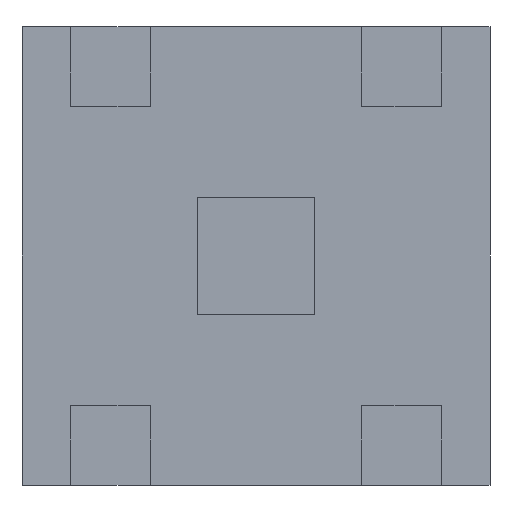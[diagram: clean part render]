
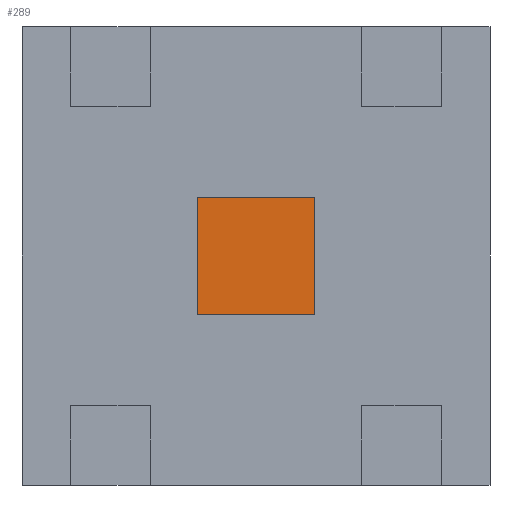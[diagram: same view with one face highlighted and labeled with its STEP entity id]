
A CAD part, front view. The second image highlights one B-rep face of the part: STEP entity #289.
In plain terms, the highlighted planar face has unit normal (0, -1, 0).
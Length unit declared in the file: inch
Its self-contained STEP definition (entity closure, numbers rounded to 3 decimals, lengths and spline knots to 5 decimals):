
#5 = ORIENTED_EDGE ( 'NONE', *, *, #1005, .F. ) ;
#56 = VECTOR ( 'NONE', #88, 39.37008 ) ;
#88 = DIRECTION ( 'NONE',  ( 1., 0., 0. ) ) ;
#199 = CARTESIAN_POINT ( 'NONE',  ( -0.0125, 0., 0.0125 ) ) ;
#236 = VERTEX_POINT ( 'NONE', #1349 ) ;
#253 = ORIENTED_EDGE ( 'NONE', *, *, #610, .T. ) ;
#287 = LINE ( 'NONE', #199, #545 ) ;
#289 = ADVANCED_FACE ( 'NONE', ( #672 ), #1402, .F. ) ;
#335 = EDGE_CURVE ( 'NONE', #960, #1373, #1281, .T. ) ;
#393 = VECTOR ( 'NONE', #1073, 39.37008 ) ;
#429 = DIRECTION ( 'NONE',  ( 1., 0., 0. ) ) ;
#545 = VECTOR ( 'NONE', #429, 39.37008 ) ;
#571 = ORIENTED_EDGE ( 'NONE', *, *, #1216, .T. ) ;
#601 = CARTESIAN_POINT ( 'NONE',  ( -0.0125, 0., -0.0125 ) ) ;
#610 = EDGE_CURVE ( 'NONE', #1278, #1373, #626, .T. ) ;
#626 = LINE ( 'NONE', #991, #56 ) ;
#672 = FACE_OUTER_BOUND ( 'NONE', #1389, .T. ) ;
#750 = CARTESIAN_POINT ( 'NONE',  ( 0.0125, 0., 0.0125 ) ) ;
#769 = VECTOR ( 'NONE', #1366, 39.37008 ) ;
#850 = DIRECTION ( 'NONE',  ( 0., 1., 0. ) ) ;
#855 = CARTESIAN_POINT ( 'NONE',  ( -0.0125, 0., 0.0125 ) ) ;
#932 = CARTESIAN_POINT ( 'NONE',  ( -0.0125, 0., 0.0125 ) ) ;
#960 = VERTEX_POINT ( 'NONE', #750 ) ;
#991 = CARTESIAN_POINT ( 'NONE',  ( -0.0125, 0., -0.0125 ) ) ;
#1005 = EDGE_CURVE ( 'NONE', #236, #960, #287, .T. ) ;
#1023 = CARTESIAN_POINT ( 'NONE',  ( 0.0125, 0., -0.0125 ) ) ;
#1070 = LINE ( 'NONE', #932, #769 ) ;
#1073 = DIRECTION ( 'NONE',  ( 0., 0., -1. ) ) ;
#1089 = CARTESIAN_POINT ( 'NONE',  ( 0.0125, 0., 0.0125 ) ) ;
#1143 = AXIS2_PLACEMENT_3D ( 'NONE', #855, #850, #1396 ) ;
#1216 = EDGE_CURVE ( 'NONE', #236, #1278, #1070, .T. ) ;
#1218 = ORIENTED_EDGE ( 'NONE', *, *, #335, .F. ) ;
#1278 = VERTEX_POINT ( 'NONE', #601 ) ;
#1281 = LINE ( 'NONE', #1089, #393 ) ;
#1349 = CARTESIAN_POINT ( 'NONE',  ( -0.0125, 0., 0.0125 ) ) ;
#1366 = DIRECTION ( 'NONE',  ( 0., 0., -1. ) ) ;
#1373 = VERTEX_POINT ( 'NONE', #1023 ) ;
#1389 = EDGE_LOOP ( 'NONE', ( #253, #1218, #5, #571 ) ) ;
#1396 = DIRECTION ( 'NONE',  ( 0., 0., 1. ) ) ;
#1402 = PLANE ( 'NONE',  #1143 ) ;
